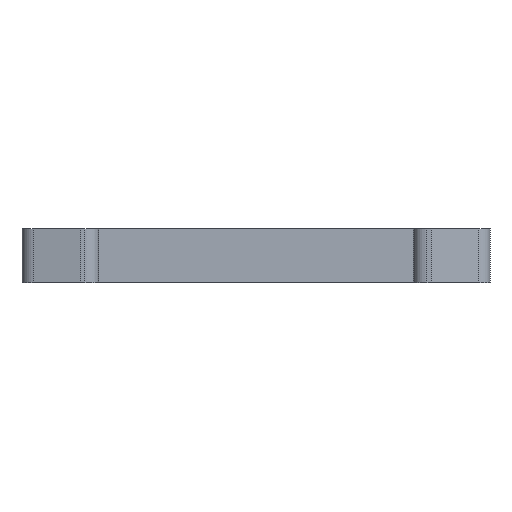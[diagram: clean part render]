
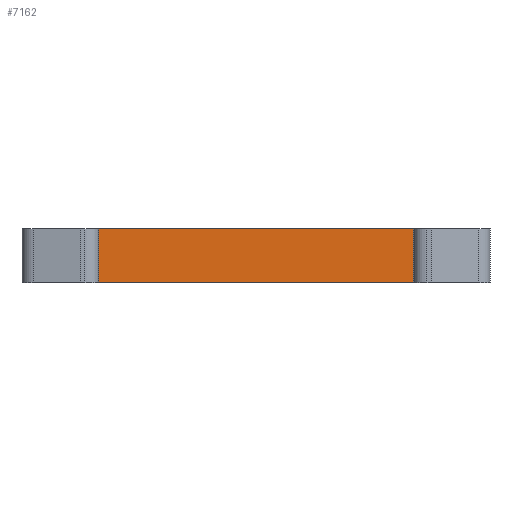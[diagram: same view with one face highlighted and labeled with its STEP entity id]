
A CAD part, front view. The second image highlights one B-rep face of the part: STEP entity #7162.
In plain terms, the highlighted planar face has unit normal (0, -1, 0).
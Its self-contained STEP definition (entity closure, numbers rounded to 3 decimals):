
#32 = PLANE('',#33);
#33 = AXIS2_PLACEMENT_3D('',#34,#35,#36);
#34 = CARTESIAN_POINT('',(19.,-3.,6.));
#35 = DIRECTION('',(0.,0.,-1.));
#36 = DIRECTION('',(1.,0.,0.));
#1055 = VERTEX_POINT('',#1056);
#1056 = CARTESIAN_POINT('',(-17.5,1.,6.));
#1070 = PLANE('',#1071);
#1071 = AXIS2_PLACEMENT_3D('',#1072,#1073,#1074);
#1072 = CARTESIAN_POINT('',(-19.,-0.5,5.25));
#1073 = DIRECTION('',(-0.707,0.707,0.));
#1074 = DIRECTION('',(-0.707,-0.707,0.));
#1082 = EDGE_CURVE('',#1083,#1055,#1085,.T.);
#1083 = VERTEX_POINT('',#1084);
#1084 = CARTESIAN_POINT('',(17.5,1.,6.));
#1085 = SURFACE_CURVE('',#1086,(#1090,#1097),.PCURVE_S1.);
#1086 = LINE('',#1087,#1088);
#1087 = CARTESIAN_POINT('',(17.5,1.,6.));
#1088 = VECTOR('',#1089,1.);
#1089 = DIRECTION('',(-1.,0.,0.));
#1090 = PCURVE('',#32,#1091);
#1091 = DEFINITIONAL_REPRESENTATION('',(#1092),#1096);
#1092 = LINE('',#1093,#1094);
#1093 = CARTESIAN_POINT('',(-1.5,-4.));
#1094 = VECTOR('',#1095,1.);
#1095 = DIRECTION('',(-1.,0.));
#1096 = ( GEOMETRIC_REPRESENTATION_CONTEXT(2) 
PARAMETRIC_REPRESENTATION_CONTEXT() REPRESENTATION_CONTEXT('2D SPACE',''
  ) );
#1097 = PCURVE('',#1098,#1103);
#1098 = PLANE('',#1099);
#1099 = AXIS2_PLACEMENT_3D('',#1100,#1101,#1102);
#1100 = CARTESIAN_POINT('',(17.5,1.,5.25));
#1101 = DIRECTION('',(0.,-1.,0.));
#1102 = DIRECTION('',(0.,0.,1.));
#1103 = DEFINITIONAL_REPRESENTATION('',(#1104),#1108);
#1104 = LINE('',#1105,#1106);
#1105 = CARTESIAN_POINT('',(0.75,0.));
#1106 = VECTOR('',#1107,1.);
#1107 = DIRECTION('',(0.,1.));
#1108 = ( GEOMETRIC_REPRESENTATION_CONTEXT(2) 
PARAMETRIC_REPRESENTATION_CONTEXT() REPRESENTATION_CONTEXT('2D SPACE',''
  ) );
#1126 = PLANE('',#1127);
#1127 = AXIS2_PLACEMENT_3D('',#1128,#1129,#1130);
#1128 = CARTESIAN_POINT('',(19.,-0.5,5.25));
#1129 = DIRECTION('',(-0.707,-0.707,0.));
#1130 = DIRECTION('',(0.707,-0.707,0.));
#2639 = PLANE('',#2640);
#2640 = AXIS2_PLACEMENT_3D('',#2641,#2642,#2643);
#2641 = CARTESIAN_POINT('',(19.,-3.,0.));
#2642 = DIRECTION('',(0.,0.,1.));
#2643 = DIRECTION('',(1.,0.,0.));
#7120 = VERTEX_POINT('',#7121);
#7121 = CARTESIAN_POINT('',(-17.5,1.,0.));
#7142 = EDGE_CURVE('',#7120,#1055,#7143,.T.);
#7143 = SURFACE_CURVE('',#7144,(#7148,#7155),.PCURVE_S1.);
#7144 = LINE('',#7145,#7146);
#7145 = CARTESIAN_POINT('',(-17.5,1.,5.25));
#7146 = VECTOR('',#7147,1.);
#7147 = DIRECTION('',(0.,0.,1.));
#7148 = PCURVE('',#1070,#7149);
#7149 = DEFINITIONAL_REPRESENTATION('',(#7150),#7154);
#7150 = LINE('',#7151,#7152);
#7151 = CARTESIAN_POINT('',(-2.121,0.));
#7152 = VECTOR('',#7153,1.);
#7153 = DIRECTION('',(0.,1.));
#7154 = ( GEOMETRIC_REPRESENTATION_CONTEXT(2) 
PARAMETRIC_REPRESENTATION_CONTEXT() REPRESENTATION_CONTEXT('2D SPACE',''
  ) );
#7155 = PCURVE('',#1098,#7156);
#7156 = DEFINITIONAL_REPRESENTATION('',(#7157),#7161);
#7157 = LINE('',#7158,#7159);
#7158 = CARTESIAN_POINT('',(0.,35.));
#7159 = VECTOR('',#7160,1.);
#7160 = DIRECTION('',(1.,0.));
#7161 = ( GEOMETRIC_REPRESENTATION_CONTEXT(2) 
PARAMETRIC_REPRESENTATION_CONTEXT() REPRESENTATION_CONTEXT('2D SPACE',''
  ) );
#7162 = ADVANCED_FACE('',(#7163),#1098,.T.);
#7163 = FACE_BOUND('',#7164,.T.);
#7164 = EDGE_LOOP('',(#7165,#7166,#7167,#7190));
#7165 = ORIENTED_EDGE('',*,*,#1082,.T.);
#7166 = ORIENTED_EDGE('',*,*,#7142,.F.);
#7167 = ORIENTED_EDGE('',*,*,#7168,.F.);
#7168 = EDGE_CURVE('',#7169,#7120,#7171,.T.);
#7169 = VERTEX_POINT('',#7170);
#7170 = CARTESIAN_POINT('',(17.5,1.,0.));
#7171 = SURFACE_CURVE('',#7172,(#7176,#7183),.PCURVE_S1.);
#7172 = LINE('',#7173,#7174);
#7173 = CARTESIAN_POINT('',(17.5,1.,0.));
#7174 = VECTOR('',#7175,1.);
#7175 = DIRECTION('',(-1.,0.,0.));
#7176 = PCURVE('',#1098,#7177);
#7177 = DEFINITIONAL_REPRESENTATION('',(#7178),#7182);
#7178 = LINE('',#7179,#7180);
#7179 = CARTESIAN_POINT('',(-5.25,0.));
#7180 = VECTOR('',#7181,1.);
#7181 = DIRECTION('',(0.,1.));
#7182 = ( GEOMETRIC_REPRESENTATION_CONTEXT(2) 
PARAMETRIC_REPRESENTATION_CONTEXT() REPRESENTATION_CONTEXT('2D SPACE',''
  ) );
#7183 = PCURVE('',#2639,#7184);
#7184 = DEFINITIONAL_REPRESENTATION('',(#7185),#7189);
#7185 = LINE('',#7186,#7187);
#7186 = CARTESIAN_POINT('',(-1.5,4.));
#7187 = VECTOR('',#7188,1.);
#7188 = DIRECTION('',(-1.,0.));
#7189 = ( GEOMETRIC_REPRESENTATION_CONTEXT(2) 
PARAMETRIC_REPRESENTATION_CONTEXT() REPRESENTATION_CONTEXT('2D SPACE',''
  ) );
#7190 = ORIENTED_EDGE('',*,*,#7191,.T.);
#7191 = EDGE_CURVE('',#7169,#1083,#7192,.T.);
#7192 = SURFACE_CURVE('',#7193,(#7197,#7204),.PCURVE_S1.);
#7193 = LINE('',#7194,#7195);
#7194 = CARTESIAN_POINT('',(17.5,1.,5.25));
#7195 = VECTOR('',#7196,1.);
#7196 = DIRECTION('',(0.,0.,1.));
#7197 = PCURVE('',#1098,#7198);
#7198 = DEFINITIONAL_REPRESENTATION('',(#7199),#7203);
#7199 = LINE('',#7200,#7201);
#7200 = CARTESIAN_POINT('',(0.,0.));
#7201 = VECTOR('',#7202,1.);
#7202 = DIRECTION('',(1.,0.));
#7203 = ( GEOMETRIC_REPRESENTATION_CONTEXT(2) 
PARAMETRIC_REPRESENTATION_CONTEXT() REPRESENTATION_CONTEXT('2D SPACE',''
  ) );
#7204 = PCURVE('',#1126,#7205);
#7205 = DEFINITIONAL_REPRESENTATION('',(#7206),#7210);
#7206 = LINE('',#7207,#7208);
#7207 = CARTESIAN_POINT('',(-2.121,0.));
#7208 = VECTOR('',#7209,1.);
#7209 = DIRECTION('',(0.,1.));
#7210 = ( GEOMETRIC_REPRESENTATION_CONTEXT(2) 
PARAMETRIC_REPRESENTATION_CONTEXT() REPRESENTATION_CONTEXT('2D SPACE',''
  ) );
